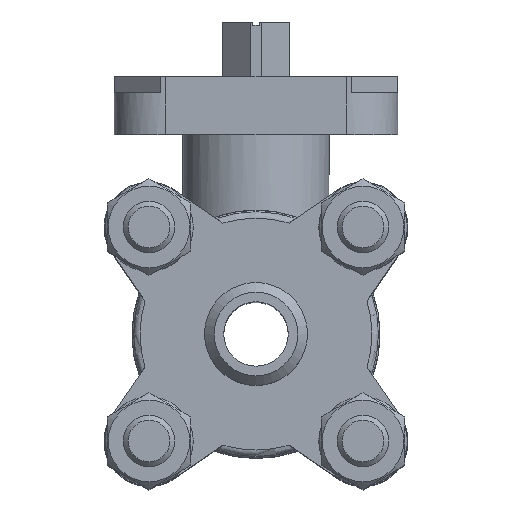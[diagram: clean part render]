
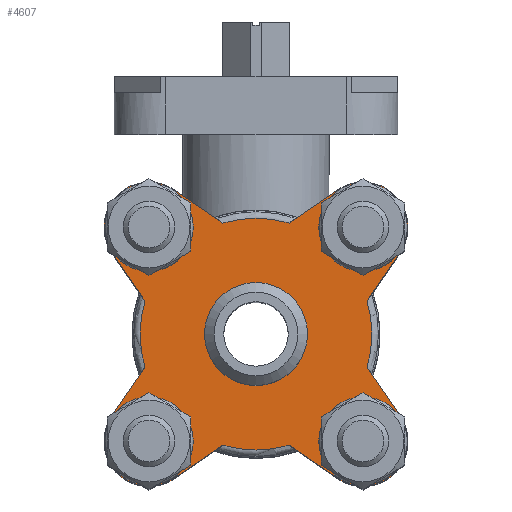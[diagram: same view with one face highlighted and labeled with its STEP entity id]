
A CAD part, top view. The second image highlights one B-rep face of the part: STEP entity #4607.
In plain terms, the highlighted planar face has unit normal (0, 0, 1).
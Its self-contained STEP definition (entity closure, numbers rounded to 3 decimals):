
#152=CIRCLE('',#4981,18.);
#155=CIRCLE('',#4985,18.);
#157=CIRCLE('',#4988,18.);
#169=CIRCLE('',#5009,8.);
#170=CIRCLE('',#5011,18.);
#171=CIRCLE('',#5012,7.);
#172=CIRCLE('',#5013,7.);
#173=CIRCLE('',#5014,7.);
#174=CIRCLE('',#5015,7.);
#175=CIRCLE('',#5016,6.075);
#176=CIRCLE('',#5017,6.075);
#177=CIRCLE('',#5018,6.075);
#178=CIRCLE('',#5019,6.075);
#832=ORIENTED_EDGE('',*,*,#2078,.F.);
#833=ORIENTED_EDGE('',*,*,#2079,.T.);
#834=ORIENTED_EDGE('',*,*,#2080,.T.);
#835=ORIENTED_EDGE('',*,*,#2081,.T.);
#836=ORIENTED_EDGE('',*,*,#2043,.F.);
#837=ORIENTED_EDGE('',*,*,#2082,.T.);
#838=ORIENTED_EDGE('',*,*,#2083,.T.);
#839=ORIENTED_EDGE('',*,*,#2084,.T.);
#840=ORIENTED_EDGE('',*,*,#2049,.F.);
#841=ORIENTED_EDGE('',*,*,#2085,.T.);
#842=ORIENTED_EDGE('',*,*,#2086,.T.);
#843=ORIENTED_EDGE('',*,*,#2087,.T.);
#844=ORIENTED_EDGE('',*,*,#2053,.F.);
#845=ORIENTED_EDGE('',*,*,#2088,.T.);
#846=ORIENTED_EDGE('',*,*,#2089,.T.);
#847=ORIENTED_EDGE('',*,*,#2090,.T.);
#848=ORIENTED_EDGE('',*,*,#2091,.F.);
#849=ORIENTED_EDGE('',*,*,#2077,.T.);
#850=ORIENTED_EDGE('',*,*,#2092,.F.);
#851=ORIENTED_EDGE('',*,*,#2093,.F.);
#852=ORIENTED_EDGE('',*,*,#2094,.F.);
#2043=EDGE_CURVE('',#2663,#2665,#152,.T.);
#2049=EDGE_CURVE('',#2670,#2668,#155,.T.);
#2053=EDGE_CURVE('',#2674,#2672,#157,.T.);
#2077=EDGE_CURVE('',#2694,#2694,#169,.T.);
#2078=EDGE_CURVE('',#2695,#2696,#170,.T.);
#2079=EDGE_CURVE('',#2695,#2697,#3052,.T.);
#2080=EDGE_CURVE('',#2697,#2698,#171,.T.);
#2081=EDGE_CURVE('',#2698,#2665,#3053,.T.);
#2082=EDGE_CURVE('',#2663,#2699,#3054,.T.);
#2083=EDGE_CURVE('',#2699,#2700,#172,.T.);
#2084=EDGE_CURVE('',#2700,#2668,#3055,.T.);
#2085=EDGE_CURVE('',#2670,#2701,#3056,.T.);
#2086=EDGE_CURVE('',#2701,#2702,#173,.T.);
#2087=EDGE_CURVE('',#2702,#2672,#3057,.T.);
#2088=EDGE_CURVE('',#2674,#2703,#3058,.T.);
#2089=EDGE_CURVE('',#2703,#2704,#174,.T.);
#2090=EDGE_CURVE('',#2704,#2696,#3059,.T.);
#2091=EDGE_CURVE('',#2705,#2705,#175,.F.);
#2092=EDGE_CURVE('',#2706,#2706,#176,.F.);
#2093=EDGE_CURVE('',#2707,#2707,#177,.F.);
#2094=EDGE_CURVE('',#2708,#2708,#178,.F.);
#2663=VERTEX_POINT('',#7315);
#2665=VERTEX_POINT('',#7318);
#2668=VERTEX_POINT('',#7333);
#2670=VERTEX_POINT('',#7341);
#2672=VERTEX_POINT('',#7350);
#2674=VERTEX_POINT('',#7358);
#2694=VERTEX_POINT('',#7430);
#2695=VERTEX_POINT('',#7433);
#2696=VERTEX_POINT('',#7434);
#2697=VERTEX_POINT('',#7436);
#2698=VERTEX_POINT('',#7438);
#2699=VERTEX_POINT('',#7441);
#2700=VERTEX_POINT('',#7443);
#2701=VERTEX_POINT('',#7446);
#2702=VERTEX_POINT('',#7448);
#2703=VERTEX_POINT('',#7451);
#2704=VERTEX_POINT('',#7453);
#2705=VERTEX_POINT('',#7456);
#2706=VERTEX_POINT('',#7458);
#2707=VERTEX_POINT('',#7460);
#2708=VERTEX_POINT('',#7462);
#3052=LINE('',#7435,#3381);
#3053=LINE('',#7439,#3382);
#3054=LINE('',#7440,#3383);
#3055=LINE('',#7444,#3384);
#3056=LINE('',#7445,#3385);
#3057=LINE('',#7449,#3386);
#3058=LINE('',#7450,#3387);
#3059=LINE('',#7454,#3388);
#3381=VECTOR('',#5828,1000.);
#3382=VECTOR('',#5831,1000.);
#3383=VECTOR('',#5832,1000.);
#3384=VECTOR('',#5835,1000.);
#3385=VECTOR('',#5836,1000.);
#3386=VECTOR('',#5839,1000.);
#3387=VECTOR('',#5840,1000.);
#3388=VECTOR('',#5843,1000.);
#3662=EDGE_LOOP('',(#832,#833,#834,#835,#836,#837,#838,#839,#840,#841,#842,
#843,#844,#845,#846,#847));
#3663=EDGE_LOOP('',(#848));
#3664=EDGE_LOOP('',(#849));
#3665=EDGE_LOOP('',(#850));
#3666=EDGE_LOOP('',(#851));
#3667=EDGE_LOOP('',(#852));
#4055=FACE_BOUND('',#3662,.T.);
#4056=FACE_BOUND('',#3663,.T.);
#4057=FACE_BOUND('',#3664,.T.);
#4058=FACE_BOUND('',#3665,.T.);
#4059=FACE_BOUND('',#3666,.T.);
#4060=FACE_BOUND('',#3667,.T.);
#4389=PLANE('',#5010);
#4607=ADVANCED_FACE('',(#4055,#4056,#4057,#4058,#4059,#4060),#4389,.F.);
#4981=AXIS2_PLACEMENT_3D('',#7317,#5760,#5761);
#4985=AXIS2_PLACEMENT_3D('',#7342,#5768,#5769);
#4988=AXIS2_PLACEMENT_3D('',#7359,#5774,#5775);
#5009=AXIS2_PLACEMENT_3D('',#7429,#5822,#5823);
#5010=AXIS2_PLACEMENT_3D('',#7431,#5824,#5825);
#5011=AXIS2_PLACEMENT_3D('',#7432,#5826,#5827);
#5012=AXIS2_PLACEMENT_3D('',#7437,#5829,#5830);
#5013=AXIS2_PLACEMENT_3D('',#7442,#5833,#5834);
#5014=AXIS2_PLACEMENT_3D('',#7447,#5837,#5838);
#5015=AXIS2_PLACEMENT_3D('',#7452,#5841,#5842);
#5016=AXIS2_PLACEMENT_3D('',#7455,#5844,#5845);
#5017=AXIS2_PLACEMENT_3D('',#7457,#5846,#5847);
#5018=AXIS2_PLACEMENT_3D('',#7459,#5848,#5849);
#5019=AXIS2_PLACEMENT_3D('',#7461,#5850,#5851);
#5760=DIRECTION('',(0.,0.,-1.));
#5761=DIRECTION('',(-1.,0.,0.));
#5768=DIRECTION('',(0.,0.,-1.));
#5769=DIRECTION('',(-1.,0.,0.));
#5774=DIRECTION('',(0.,0.,-1.));
#5775=DIRECTION('',(-1.,0.,0.));
#5822=DIRECTION('',(0.,0.,-1.));
#5823=DIRECTION('',(-1.,0.,0.));
#5824=DIRECTION('',(0.,0.,-1.));
#5825=DIRECTION('',(-1.,0.,0.));
#5826=DIRECTION('',(0.,0.,-1.));
#5827=DIRECTION('',(-1.,0.,0.));
#5828=DIRECTION('',(-0.826,0.564,0.));
#5829=DIRECTION('',(0.,0.,1.));
#5830=DIRECTION('',(1.,0.,0.));
#5831=DIRECTION('',(0.564,-0.826,0.));
#5832=DIRECTION('',(-0.564,-0.826,0.));
#5833=DIRECTION('',(0.,0.,1.));
#5834=DIRECTION('',(1.,0.,0.));
#5835=DIRECTION('',(0.826,0.564,0.));
#5836=DIRECTION('',(0.826,-0.564,0.));
#5837=DIRECTION('',(0.,0.,1.));
#5838=DIRECTION('',(1.,0.,0.));
#5839=DIRECTION('',(-0.564,0.826,0.));
#5840=DIRECTION('',(0.564,0.826,0.));
#5841=DIRECTION('',(0.,0.,1.));
#5842=DIRECTION('',(1.,0.,0.));
#5843=DIRECTION('',(-0.826,-0.564,0.));
#5844=DIRECTION('',(0.,0.,-1.));
#5845=DIRECTION('',(-1.,0.,0.));
#5846=DIRECTION('',(0.,0.,-1.));
#5847=DIRECTION('',(-1.,0.,0.));
#5848=DIRECTION('',(0.,0.,-1.));
#5849=DIRECTION('',(-1.,0.,0.));
#5850=DIRECTION('',(0.,0.,-1.));
#5851=DIRECTION('',(-1.,0.,0.));
#7315=CARTESIAN_POINT('',(-17.251,-5.139,22.));
#7317=CARTESIAN_POINT('',(0.,0.,22.));
#7318=CARTESIAN_POINT('',(-17.251,5.139,22.));
#7333=CARTESIAN_POINT('',(-5.139,-17.251,22.));
#7341=CARTESIAN_POINT('',(5.139,-17.251,22.));
#7342=CARTESIAN_POINT('',(0.,0.,22.));
#7350=CARTESIAN_POINT('',(17.251,-5.139,22.));
#7358=CARTESIAN_POINT('',(17.251,5.139,22.));
#7359=CARTESIAN_POINT('',(0.,0.,22.));
#7429=CARTESIAN_POINT('',(0.,0.,22.));
#7430=CARTESIAN_POINT('',(-8.,0.,22.));
#7431=CARTESIAN_POINT('',(0.,8.,22.));
#7432=CARTESIAN_POINT('',(0.,0.,22.));
#7433=CARTESIAN_POINT('',(-5.139,17.251,22.));
#7434=CARTESIAN_POINT('',(5.139,17.251,22.));
#7435=CARTESIAN_POINT('',(0.,13.739,22.));
#7436=CARTESIAN_POINT('',(-12.667,22.396,22.));
#7437=CARTESIAN_POINT('',(-16.617,16.617,22.));
#7438=CARTESIAN_POINT('',(-22.396,12.667,22.));
#7439=CARTESIAN_POINT('',(-22.396,12.667,22.));
#7440=CARTESIAN_POINT('',(-13.739,0.,22.));
#7441=CARTESIAN_POINT('',(-22.396,-12.667,22.));
#7442=CARTESIAN_POINT('',(-16.617,-16.617,22.));
#7443=CARTESIAN_POINT('',(-12.667,-22.396,22.));
#7444=CARTESIAN_POINT('',(-12.667,-22.396,22.));
#7445=CARTESIAN_POINT('',(0.,-13.739,22.));
#7446=CARTESIAN_POINT('',(12.667,-22.396,22.));
#7447=CARTESIAN_POINT('',(16.617,-16.617,22.));
#7448=CARTESIAN_POINT('',(22.396,-12.667,22.));
#7449=CARTESIAN_POINT('',(22.396,-12.667,22.));
#7450=CARTESIAN_POINT('',(13.739,0.,22.));
#7451=CARTESIAN_POINT('',(22.396,12.667,22.));
#7452=CARTESIAN_POINT('',(16.617,16.617,22.));
#7453=CARTESIAN_POINT('',(12.667,22.396,22.));
#7454=CARTESIAN_POINT('',(12.667,22.396,22.));
#7455=CARTESIAN_POINT('',(-16.617,16.617,22.));
#7456=CARTESIAN_POINT('',(-22.692,16.617,22.));
#7457=CARTESIAN_POINT('',(16.617,-16.617,22.));
#7458=CARTESIAN_POINT('',(10.542,-16.617,22.));
#7459=CARTESIAN_POINT('',(16.617,16.617,22.));
#7460=CARTESIAN_POINT('',(10.542,16.617,22.));
#7461=CARTESIAN_POINT('',(-16.617,-16.617,22.));
#7462=CARTESIAN_POINT('',(-22.692,-16.617,22.));
